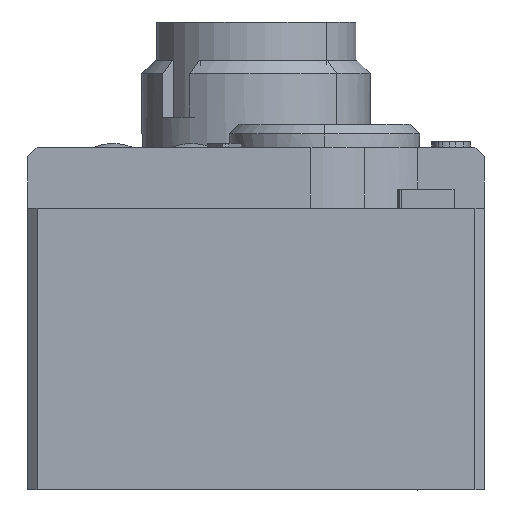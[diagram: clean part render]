
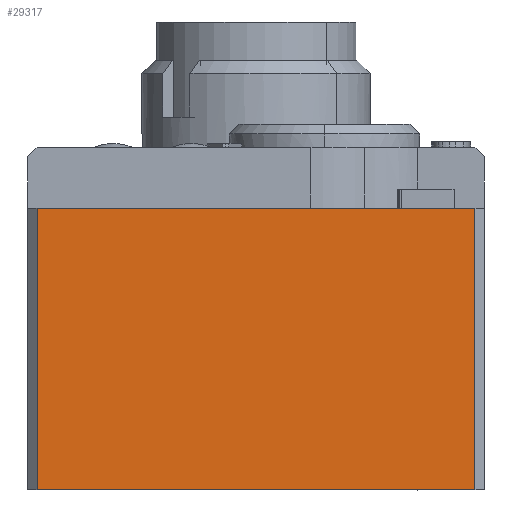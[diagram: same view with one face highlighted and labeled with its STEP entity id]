
A CAD part, front view. The second image highlights one B-rep face of the part: STEP entity #29317.
In plain terms, the highlighted planar face has unit normal (0, -1, 0).
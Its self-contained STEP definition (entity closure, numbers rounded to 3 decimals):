
#29309=AXIS2_PLACEMENT_3D('Plane Axis2P3D',#29306,#29307,#29308) ;
#20401=CARTESIAN_POINT('Vertex',(0.5,0.,14.8)) ;
#20404=CARTESIAN_POINT('Line Origine',(12.,0.,14.8)) ;
#20408=CARTESIAN_POINT('Vertex',(23.5,0.,14.8)) ;
#20528=CARTESIAN_POINT('Line Origine',(23.5,0.,7.4)) ;
#20532=CARTESIAN_POINT('Vertex',(23.5,0.,0.)) ;
#20552=CARTESIAN_POINT('Line Origine',(12.,0.,0.)) ;
#20556=CARTESIAN_POINT('Vertex',(0.5,0.,0.)) ;
#20761=CARTESIAN_POINT('Line Origine',(0.5,0.,7.4)) ;
#29306=CARTESIAN_POINT('Axis2P3D Location',(0.,0.,0.)) ;
#20405=DIRECTION('Vector Direction',(-1.,0.,0.)) ;
#20529=DIRECTION('Vector Direction',(0.,0.,-1.)) ;
#20553=DIRECTION('Vector Direction',(1.,0.,0.)) ;
#20762=DIRECTION('Vector Direction',(0.,0.,1.)) ;
#29307=DIRECTION('Axis2P3D Direction',(0.,-1.,0.)) ;
#29308=DIRECTION('Axis2P3D XDirection',(1.,0.,0.)) ;
#20406=VECTOR('Line Direction',#20405,1.) ;
#20530=VECTOR('Line Direction',#20529,1.) ;
#20554=VECTOR('Line Direction',#20553,1.) ;
#20763=VECTOR('Line Direction',#20762,1.) ;
#29312=ORIENTED_EDGE('',*,*,#20534,.F.) ;
#29313=ORIENTED_EDGE('',*,*,#20410,.T.) ;
#29314=ORIENTED_EDGE('',*,*,#20765,.F.) ;
#29315=ORIENTED_EDGE('',*,*,#20558,.T.) ;
#29317=ADVANCED_FACE('Hauptk\X2\00F6\X0\rper',(#29316),#29310,.T.) ;
#20410=EDGE_CURVE('',#20409,#20402,#20407,.T.) ;
#20534=EDGE_CURVE('',#20409,#20533,#20531,.T.) ;
#20558=EDGE_CURVE('',#20557,#20533,#20555,.T.) ;
#20765=EDGE_CURVE('',#20557,#20402,#20764,.T.) ;
#29311=EDGE_LOOP('',(#29312,#29313,#29314,#29315)) ;
#29316=FACE_OUTER_BOUND('',#29311,.T.) ;
#20407=LINE('Line',#20404,#20406) ;
#20531=LINE('Line',#20528,#20530) ;
#20555=LINE('Line',#20552,#20554) ;
#20764=LINE('Line',#20761,#20763) ;
#29310=PLANE('',#29309) ;
#20402=VERTEX_POINT('',#20401) ;
#20409=VERTEX_POINT('',#20408) ;
#20533=VERTEX_POINT('',#20532) ;
#20557=VERTEX_POINT('',#20556) ;
